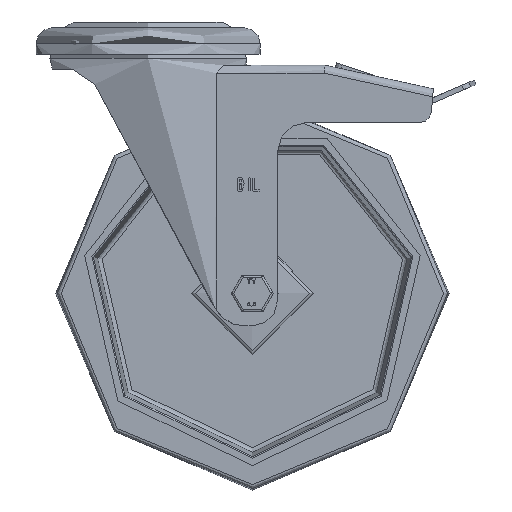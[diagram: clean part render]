
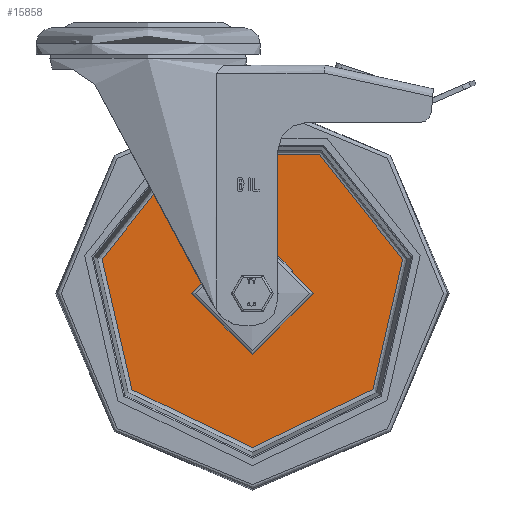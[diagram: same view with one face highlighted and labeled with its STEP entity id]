
A CAD part, front view. The second image highlights one B-rep face of the part: STEP entity #15858.
In plain terms, the highlighted planar face has unit normal (0, -1, 0).
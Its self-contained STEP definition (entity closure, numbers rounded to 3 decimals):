
#536=FACE_BOUND('',#5565,.T.);
#843=PLANE('',#17284);
#4579=FACE_OUTER_BOUND('',#5564,.T.);
#5564=EDGE_LOOP('',(#12603));
#5565=EDGE_LOOP('',(#12604));
#6480=CIRCLE('',#17240,78.345);
#6481=CIRCLE('',#17242,29.75);
#7416=VERTEX_POINT('',#31744);
#7417=VERTEX_POINT('',#31748);
#9282=EDGE_CURVE('',#7416,#7416,#6480,.T.);
#9283=EDGE_CURVE('',#7417,#7417,#6481,.T.);
#12603=ORIENTED_EDGE('',*,*,#9282,.F.);
#12604=ORIENTED_EDGE('',*,*,#9283,.T.);
#15858=ADVANCED_FACE('',(#4579,#536),#843,.T.);
#17240=AXIS2_PLACEMENT_3D('',#31746,#19755,#19756);
#17242=AXIS2_PLACEMENT_3D('',#31749,#19759,#19760);
#17284=AXIS2_PLACEMENT_3D('',#31818,#19851,#19852);
#19755=DIRECTION('center_axis',(0.,1.,0.));
#19756=DIRECTION('ref_axis',(0.,0.,1.));
#19759=DIRECTION('center_axis',(0.,1.,0.));
#19760=DIRECTION('ref_axis',(0.,0.,1.));
#19851=DIRECTION('center_axis',(0.,-1.,0.));
#19852=DIRECTION('ref_axis',(0.,0.,-1.));
#31744=CARTESIAN_POINT('',(0.,-3.25,-78.345));
#31746=CARTESIAN_POINT('Origin',(0.,-3.25,0.));
#31748=CARTESIAN_POINT('',(0.,-3.25,-29.75));
#31749=CARTESIAN_POINT('Origin',(0.,-3.25,0.));
#31818=CARTESIAN_POINT('Origin',(0.,-3.25,54.048));
